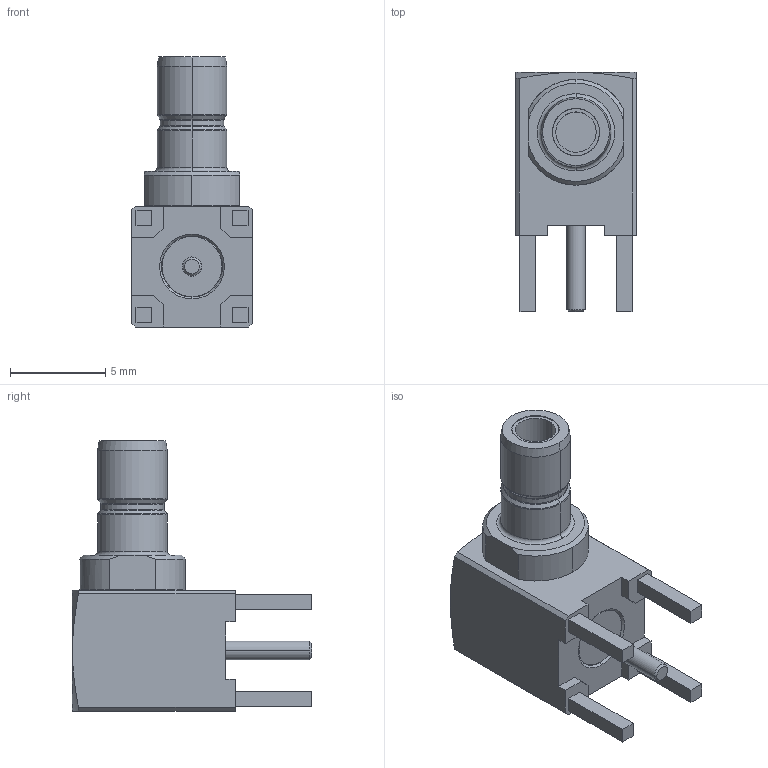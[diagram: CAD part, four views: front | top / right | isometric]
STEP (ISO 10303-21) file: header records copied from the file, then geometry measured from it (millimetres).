
FILE_DESCRIPTION (( 'STEP AP214' ), '1' );
FILE_NAME ('32-465-1-D3.STEP', '2024-09-06T08:33:30', ( '' ), ( '' ), 'SwSTEP 2.0', 'SolidWorks 2024', '' );
FILE_SCHEMA (( 'AUTOMOTIVE_DESIGN' ));
Length unit declared in the file: millimetre
Products named in the file (1): 32-465-1-D3
Bounding box: 6.35 x 12.55 x 14.18 mm (x, y, z)
Surface area: 573.4 mm2 (no closed solid volume)
Topology: 0 solids, 5 shells, 99 faces, 244 edges, 156 vertices
Faces by surface type: plane 45, cylinder 25, cone 19, torus 10
Entity records: 2961 total; most frequent: CARTESIAN_POINT 562, DIRECTION 524, ORIENTED_EDGE 465, EDGE_CURVE 244, AXIS2_PLACEMENT_3D 194, VERTEX_POINT 156, LINE 136, VECTOR 136
